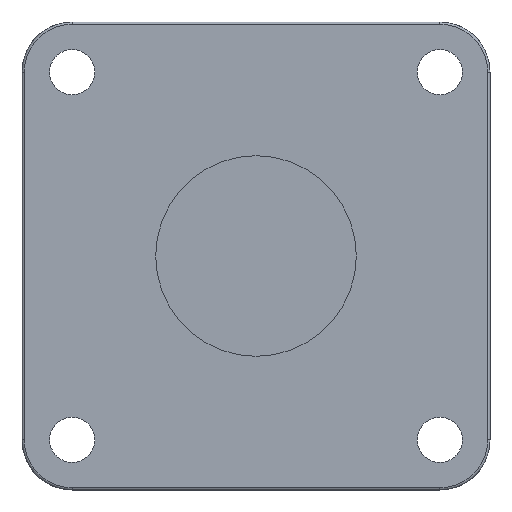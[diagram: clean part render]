
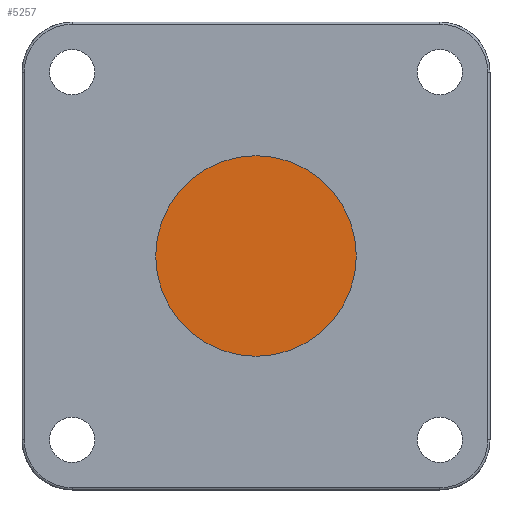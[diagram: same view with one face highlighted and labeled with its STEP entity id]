
A CAD part, front view. The second image highlights one B-rep face of the part: STEP entity #5257.
In plain terms, the highlighted planar face has unit normal (0, -1, 0).
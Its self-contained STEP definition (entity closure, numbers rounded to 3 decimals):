
#46 = EDGE_CURVE ( 'NONE', #5513, #2159, #4769, .T. ) ;
#180 = CIRCLE ( 'NONE', #2996, 30. ) ;
#405 = FACE_OUTER_BOUND ( 'NONE', #3405, .T. ) ;
#687 = CARTESIAN_POINT ( 'NONE',  ( 0., 7., 30. ) ) ;
#998 = AXIS2_PLACEMENT_3D ( 'NONE', #4260, #4710, #2992 ) ;
#1289 = PLANE ( 'NONE',  #998 ) ;
#1313 = ORIENTED_EDGE ( 'NONE', *, *, #2050, .T. ) ;
#1382 = DIRECTION ( 'NONE',  ( 0., 0., -1. ) ) ;
#1460 = CARTESIAN_POINT ( 'NONE',  ( 0., 7., -30. ) ) ;
#2050 = EDGE_CURVE ( 'NONE', #2159, #5513, #180, .T. ) ;
#2159 = VERTEX_POINT ( 'NONE', #687 ) ;
#2689 = DIRECTION ( 'NONE',  ( 0., -1., 0. ) ) ;
#2738 = DIRECTION ( 'NONE',  ( 0., 0., -1. ) ) ;
#2992 = DIRECTION ( 'NONE',  ( 0., 0., -1. ) ) ;
#2996 = AXIS2_PLACEMENT_3D ( 'NONE', #5212, #3534, #1382 ) ;
#3382 = ORIENTED_EDGE ( 'NONE', *, *, #46, .T. ) ;
#3405 = EDGE_LOOP ( 'NONE', ( #3382, #1313 ) ) ;
#3534 = DIRECTION ( 'NONE',  ( 0., -1., 0. ) ) ;
#3540 = AXIS2_PLACEMENT_3D ( 'NONE', #5316, #2689, #2738 ) ;
#4260 = CARTESIAN_POINT ( 'NONE',  ( 0., 7., 0. ) ) ;
#4710 = DIRECTION ( 'NONE',  ( 0., -1., 0. ) ) ;
#4769 = CIRCLE ( 'NONE', #3540, 30. ) ;
#5212 = CARTESIAN_POINT ( 'NONE',  ( 0., 7., 0. ) ) ;
#5257 = ADVANCED_FACE ( 'NONE', ( #405 ), #1289, .T. ) ;
#5316 = CARTESIAN_POINT ( 'NONE',  ( 0., 7., 0. ) ) ;
#5513 = VERTEX_POINT ( 'NONE', #1460 ) ;
